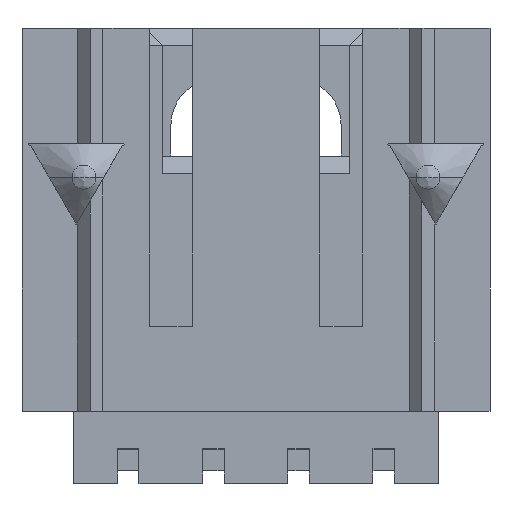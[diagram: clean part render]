
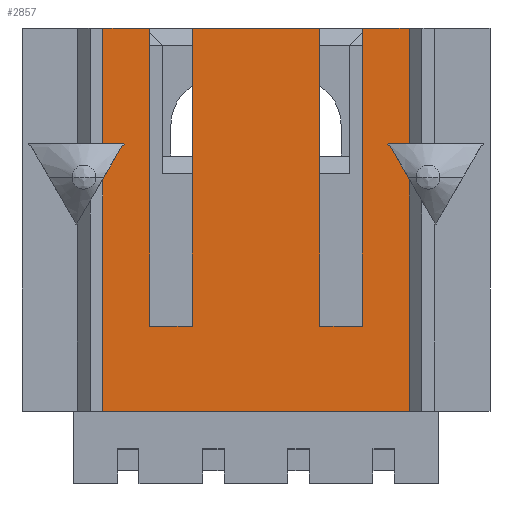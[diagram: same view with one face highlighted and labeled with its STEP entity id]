
A CAD part, front view. The second image highlights one B-rep face of the part: STEP entity #2857.
In plain terms, the highlighted planar face has unit normal (0, -1, 0).
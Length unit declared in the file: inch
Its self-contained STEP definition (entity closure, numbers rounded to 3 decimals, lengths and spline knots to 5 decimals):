
#13=DIRECTION('',(1.,0.,0.));
#14=VECTOR('',#13,0.36);
#15=CARTESIAN_POINT('',(-0.18,-0.1,-0.225));
#16=LINE('',#15,#14);
#145=DIRECTION('',(1.,0.,0.));
#146=VECTOR('',#145,0.02388);
#147=CARTESIAN_POINT('',(-0.18,-0.1,0.0895));
#148=LINE('',#147,#146);
#149=DIRECTION('',(0.,0.,1.));
#150=VECTOR('',#149,0.1355);
#151=CARTESIAN_POINT('',(-0.18,-0.1,0.0895));
#152=LINE('',#151,#150);
#153=DIRECTION('',(0.,0.,-1.));
#154=VECTOR('',#153,0.35);
#155=CARTESIAN_POINT('',(-0.125,-0.1,0.225));
#156=LINE('',#155,#154);
#157=DIRECTION('',(1.,0.,0.));
#158=VECTOR('',#157,0.05);
#159=CARTESIAN_POINT('',(-0.125,-0.1,-0.125));
#160=LINE('',#159,#158);
#161=DIRECTION('',(0.,0.,-1.));
#162=VECTOR('',#161,0.35);
#163=CARTESIAN_POINT('',(-0.075,-0.1,0.225));
#164=LINE('',#163,#162);
#165=DIRECTION('',(0.,0.,-1.));
#166=VECTOR('',#165,0.35);
#167=CARTESIAN_POINT('',(0.075,-0.1,0.225));
#168=LINE('',#167,#166);
#169=DIRECTION('',(1.,0.,0.));
#170=VECTOR('',#169,0.05);
#171=CARTESIAN_POINT('',(0.075,-0.1,-0.125));
#172=LINE('',#171,#170);
#173=DIRECTION('',(0.,0.,-1.));
#174=VECTOR('',#173,0.35);
#175=CARTESIAN_POINT('',(0.125,-0.1,0.225));
#176=LINE('',#175,#174);
#177=DIRECTION('',(0.,0.,1.));
#178=VECTOR('',#177,0.1355);
#179=CARTESIAN_POINT('',(0.18,-0.1,0.0895));
#180=LINE('',#179,#178);
#181=DIRECTION('',(-1.,0.,0.));
#182=VECTOR('',#181,0.02388);
#183=CARTESIAN_POINT('',(0.18,-0.1,0.0895));
#184=LINE('',#183,#182);
#185=DIRECTION('',(-0.865,0.,0.502));
#186=VECTOR('',#185,0.001);
#187=CARTESIAN_POINT('',(0.15612,-0.1,0.0895));
#188=LINE('',#187,#186);
#189=DIRECTION('',(-0.502,0.,-0.865));
#190=VECTOR('',#189,0.002);
#191=CARTESIAN_POINT('',(0.15526,-0.1,0.09));
#192=LINE('',#191,#190);
#193=DIRECTION('',(0.865,0.,-0.502));
#194=VECTOR('',#193,0.00418);
#195=CARTESIAN_POINT('',(0.15425,-0.1,0.08827));
#196=LINE('',#195,#194);
#197=DIRECTION('',(0.502,0.,-0.865));
#198=VECTOR('',#197,0.04411);
#199=CARTESIAN_POINT('',(0.15787,-0.1,0.08617));
#200=LINE('',#199,#198);
#201=DIRECTION('',(0.,0.,1.));
#202=VECTOR('',#201,0.27302);
#203=CARTESIAN_POINT('',(0.18,-0.1,-0.225));
#204=LINE('',#203,#202);
#205=DIRECTION('',(0.,0.,1.));
#206=VECTOR('',#205,0.27302);
#207=CARTESIAN_POINT('',(-0.18,-0.1,-0.225));
#208=LINE('',#207,#206);
#209=DIRECTION('',(-0.502,0.,-0.865));
#210=VECTOR('',#209,0.04411);
#211=CARTESIAN_POINT('',(-0.15787,-0.1,0.08617));
#212=LINE('',#211,#210);
#213=DIRECTION('',(-0.865,0.,-0.502));
#214=VECTOR('',#213,0.00418);
#215=CARTESIAN_POINT('',(-0.15425,-0.1,0.08827));
#216=LINE('',#215,#214);
#217=DIRECTION('',(0.502,0.,-0.865));
#218=VECTOR('',#217,0.002);
#219=CARTESIAN_POINT('',(-0.15526,-0.1,0.09));
#220=LINE('',#219,#218);
#221=DIRECTION('',(0.865,0.,0.502));
#222=VECTOR('',#221,0.001);
#223=CARTESIAN_POINT('',(-0.15612,-0.1,0.0895));
#224=LINE('',#223,#222);
#390=DIRECTION('',(1.,0.,0.));
#391=VECTOR('',#390,0.15);
#392=CARTESIAN_POINT('',(-0.075,-0.1,0.225));
#393=LINE('',#392,#391);
#406=DIRECTION('',(1.,0.,0.));
#407=VECTOR('',#406,0.055);
#408=CARTESIAN_POINT('',(-0.18,-0.1,0.225));
#409=LINE('',#408,#407);
#478=DIRECTION('',(1.,0.,0.));
#479=VECTOR('',#478,0.055);
#480=CARTESIAN_POINT('',(0.125,-0.1,0.225));
#481=LINE('',#480,#479);
#2231=CARTESIAN_POINT('',(-0.18,-0.1,-0.225));
#2232=CARTESIAN_POINT('',(0.18,-0.1,-0.225));
#2233=VERTEX_POINT('',#2231);
#2234=VERTEX_POINT('',#2232);
#2251=CARTESIAN_POINT('',(0.18,-0.1,0.225));
#2253=VERTEX_POINT('',#2251);
#2257=CARTESIAN_POINT('',(-0.18,-0.1,0.225));
#2258=VERTEX_POINT('',#2257);
#2319=CARTESIAN_POINT('',(0.075,-0.1,0.225));
#2321=VERTEX_POINT('',#2319);
#2323=CARTESIAN_POINT('',(0.125,-0.1,0.225));
#2325=VERTEX_POINT('',#2323);
#2327=CARTESIAN_POINT('',(-0.125,-0.1,0.225));
#2329=VERTEX_POINT('',#2327);
#2331=CARTESIAN_POINT('',(-0.075,-0.1,0.225));
#2333=VERTEX_POINT('',#2331);
#2335=CARTESIAN_POINT('',(-0.125,-0.1,-0.125));
#2336=CARTESIAN_POINT('',(-0.075,-0.1,-0.125));
#2337=VERTEX_POINT('',#2335);
#2338=VERTEX_POINT('',#2336);
#2339=CARTESIAN_POINT('',(0.075,-0.1,-0.125));
#2340=CARTESIAN_POINT('',(0.125,-0.1,-0.125));
#2341=VERTEX_POINT('',#2339);
#2342=VERTEX_POINT('',#2340);
#2383=CARTESIAN_POINT('',(0.18,-0.1,0.0895));
#2384=CARTESIAN_POINT('',(0.15612,-0.1,0.0895));
#2385=VERTEX_POINT('',#2383);
#2386=VERTEX_POINT('',#2384);
#2387=CARTESIAN_POINT('',(0.15787,-0.1,0.08617));
#2388=CARTESIAN_POINT('',(0.18,-0.1,0.04802));
#2389=VERTEX_POINT('',#2387);
#2390=VERTEX_POINT('',#2388);
#2397=CARTESIAN_POINT('',(0.15526,-0.1,0.09));
#2398=VERTEX_POINT('',#2397);
#2399=CARTESIAN_POINT('',(0.15425,-0.1,0.08827));
#2400=VERTEX_POINT('',#2399);
#2473=CARTESIAN_POINT('',(-0.18,-0.1,0.0895));
#2474=CARTESIAN_POINT('',(-0.15612,-0.1,0.0895));
#2475=VERTEX_POINT('',#2473);
#2476=VERTEX_POINT('',#2474);
#2477=CARTESIAN_POINT('',(-0.15787,-0.1,0.08617));
#2478=CARTESIAN_POINT('',(-0.18,-0.1,0.04802));
#2479=VERTEX_POINT('',#2477);
#2480=VERTEX_POINT('',#2478);
#2509=CARTESIAN_POINT('',(-0.15526,-0.1,0.09));
#2510=VERTEX_POINT('',#2509);
#2511=CARTESIAN_POINT('',(-0.15425,-0.1,0.08827));
#2512=VERTEX_POINT('',#2511);
#2803=CARTESIAN_POINT('',(-0.275,-0.1,-0.225));
#2804=DIRECTION('',(0.,-1.,0.));
#2805=DIRECTION('',(1.,0.,0.));
#2806=AXIS2_PLACEMENT_3D('',#2803,#2804,#2805);
#2807=PLANE('',#2806);
#2809=ORIENTED_EDGE('',*,*,#2808,.F.);
#2811=ORIENTED_EDGE('',*,*,#2810,.T.);
#2813=ORIENTED_EDGE('',*,*,#2812,.T.);
#2815=ORIENTED_EDGE('',*,*,#2814,.T.);
#2817=ORIENTED_EDGE('',*,*,#2816,.T.);
#2819=ORIENTED_EDGE('',*,*,#2818,.F.);
#2821=ORIENTED_EDGE('',*,*,#2820,.T.);
#2823=ORIENTED_EDGE('',*,*,#2822,.T.);
#2825=ORIENTED_EDGE('',*,*,#2824,.T.);
#2827=ORIENTED_EDGE('',*,*,#2826,.F.);
#2829=ORIENTED_EDGE('',*,*,#2828,.T.);
#2831=ORIENTED_EDGE('',*,*,#2830,.F.);
#2833=ORIENTED_EDGE('',*,*,#2832,.T.);
#2835=ORIENTED_EDGE('',*,*,#2834,.T.);
#2837=ORIENTED_EDGE('',*,*,#2836,.T.);
#2839=ORIENTED_EDGE('',*,*,#2838,.T.);
#2841=ORIENTED_EDGE('',*,*,#2840,.T.);
#2843=ORIENTED_EDGE('',*,*,#2842,.F.);
#2844=ORIENTED_EDGE('',*,*,#2706,.F.);
#2846=ORIENTED_EDGE('',*,*,#2845,.T.);
#2848=ORIENTED_EDGE('',*,*,#2847,.F.);
#2850=ORIENTED_EDGE('',*,*,#2849,.F.);
#2852=ORIENTED_EDGE('',*,*,#2851,.F.);
#2854=ORIENTED_EDGE('',*,*,#2853,.F.);
#2855=EDGE_LOOP('',(#2809,#2811,#2813,#2815,#2817,#2819,#2821,#2823,#2825,#2827,
#2829,#2831,#2833,#2835,#2837,#2839,#2841,#2843,#2844,#2846,#2848,#2850,#2852,
#2854));
#2856=FACE_OUTER_BOUND('',#2855,.F.);
#2857=ADVANCED_FACE('',(#2856),#2807,.T.);
#2706=EDGE_CURVE('',#2233,#2234,#16,.T.);
#2808=EDGE_CURVE('',#2475,#2476,#148,.T.);
#2810=EDGE_CURVE('',#2475,#2258,#152,.T.);
#2812=EDGE_CURVE('',#2258,#2329,#409,.T.);
#2814=EDGE_CURVE('',#2329,#2337,#156,.T.);
#2816=EDGE_CURVE('',#2337,#2338,#160,.T.);
#2818=EDGE_CURVE('',#2333,#2338,#164,.T.);
#2820=EDGE_CURVE('',#2333,#2321,#393,.T.);
#2822=EDGE_CURVE('',#2321,#2341,#168,.T.);
#2824=EDGE_CURVE('',#2341,#2342,#172,.T.);
#2826=EDGE_CURVE('',#2325,#2342,#176,.T.);
#2828=EDGE_CURVE('',#2325,#2253,#481,.T.);
#2830=EDGE_CURVE('',#2385,#2253,#180,.T.);
#2832=EDGE_CURVE('',#2385,#2386,#184,.T.);
#2834=EDGE_CURVE('',#2386,#2398,#188,.T.);
#2836=EDGE_CURVE('',#2398,#2400,#192,.T.);
#2838=EDGE_CURVE('',#2400,#2389,#196,.T.);
#2840=EDGE_CURVE('',#2389,#2390,#200,.T.);
#2842=EDGE_CURVE('',#2234,#2390,#204,.T.);
#2845=EDGE_CURVE('',#2233,#2480,#208,.T.);
#2847=EDGE_CURVE('',#2479,#2480,#212,.T.);
#2849=EDGE_CURVE('',#2512,#2479,#216,.T.);
#2851=EDGE_CURVE('',#2510,#2512,#220,.T.);
#2853=EDGE_CURVE('',#2476,#2510,#224,.T.);
